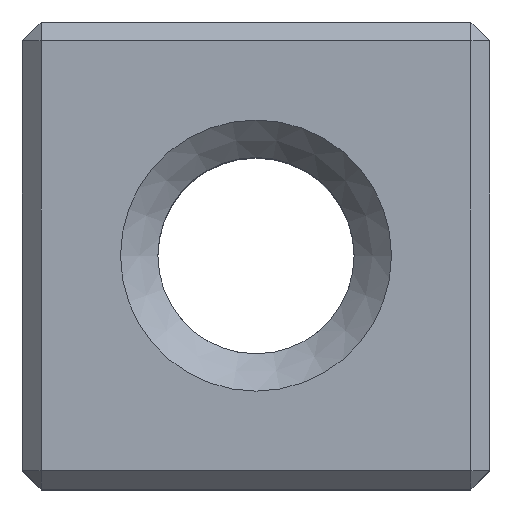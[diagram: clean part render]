
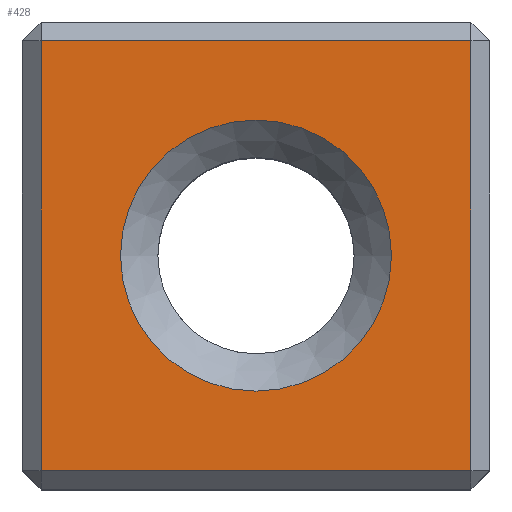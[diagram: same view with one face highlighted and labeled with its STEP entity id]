
A CAD part, top view. The second image highlights one B-rep face of the part: STEP entity #428.
In plain terms, the highlighted planar face has unit normal (0, 0, 1).
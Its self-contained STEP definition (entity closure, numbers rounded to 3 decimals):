
#160 = VERTEX_POINT('',#161);
#161 = CARTESIAN_POINT('',(4.6,-4.6,10.));
#169 = VERTEX_POINT('',#170);
#170 = CARTESIAN_POINT('',(4.6,4.6,10.));
#176 = EDGE_CURVE('',#160,#169,#177,.T.);
#177 = LINE('',#178,#179);
#178 = CARTESIAN_POINT('',(4.6,-5.,10.));
#179 = VECTOR('',#180,1.);
#180 = DIRECTION('',(0.,1.,0.));
#428 = ADVANCED_FACE('',(#429,#440),#465,.T.);
#429 = FACE_BOUND('',#430,.T.);
#430 = EDGE_LOOP('',(#431));
#431 = ORIENTED_EDGE('',*,*,#432,.F.);
#432 = EDGE_CURVE('',#433,#433,#435,.T.);
#433 = VERTEX_POINT('',#434);
#434 = CARTESIAN_POINT('',(2.9,0.,10.));
#435 = CIRCLE('',#436,2.9);
#436 = AXIS2_PLACEMENT_3D('',#437,#438,#439);
#437 = CARTESIAN_POINT('',(0.,0.,10.));
#438 = DIRECTION('',(0.,0.,1.));
#439 = DIRECTION('',(1.,0.,0.));
#440 = FACE_BOUND('',#441,.T.);
#441 = EDGE_LOOP('',(#442,#450,#458,#464));
#442 = ORIENTED_EDGE('',*,*,#443,.T.);
#443 = EDGE_CURVE('',#169,#444,#446,.T.);
#444 = VERTEX_POINT('',#445);
#445 = CARTESIAN_POINT('',(-4.6,4.6,10.));
#446 = LINE('',#447,#448);
#447 = CARTESIAN_POINT('',(5.,4.6,10.));
#448 = VECTOR('',#449,1.);
#449 = DIRECTION('',(-1.,0.,0.));
#450 = ORIENTED_EDGE('',*,*,#451,.T.);
#451 = EDGE_CURVE('',#444,#452,#454,.T.);
#452 = VERTEX_POINT('',#453);
#453 = CARTESIAN_POINT('',(-4.6,-4.6,10.));
#454 = LINE('',#455,#456);
#455 = CARTESIAN_POINT('',(-4.6,5.,10.));
#456 = VECTOR('',#457,1.);
#457 = DIRECTION('',(0.,-1.,0.));
#458 = ORIENTED_EDGE('',*,*,#459,.T.);
#459 = EDGE_CURVE('',#452,#160,#460,.T.);
#460 = LINE('',#461,#462);
#461 = CARTESIAN_POINT('',(-5.,-4.6,10.));
#462 = VECTOR('',#463,1.);
#463 = DIRECTION('',(1.,0.,0.));
#464 = ORIENTED_EDGE('',*,*,#176,.T.);
#465 = PLANE('',#466);
#466 = AXIS2_PLACEMENT_3D('',#467,#468,#469);
#467 = CARTESIAN_POINT('',(0.,0.,10.)
  );
#468 = DIRECTION('',(0.,0.,1.));
#469 = DIRECTION('',(1.,0.,0.));
